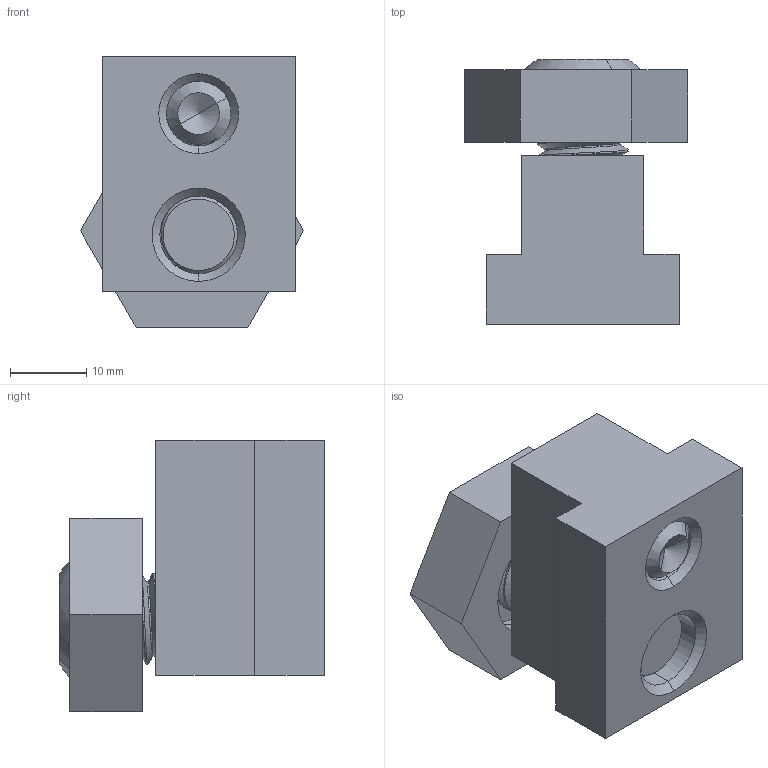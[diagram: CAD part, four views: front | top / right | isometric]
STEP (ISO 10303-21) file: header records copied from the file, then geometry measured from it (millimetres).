
FILE_DESCRIPTION (( 'STEP AP214' ), '1' );
FILE_NAME ('50430.STEP', '2020-10-08T13:47:33', ( 'Mike W' ), ( '' ), 'SwSTEP 2.0', 'SolidWorks 2018', '' );
FILE_SCHEMA (( 'AUTOMOTIVE_DESIGN' ));
Length unit declared in the file: inch
Products named in the file (7): 50212; 50371_50371; 10590_10590; (TSN) T-Nut Assemblies (English& Metric Configured)_50716; M1020MM SHSS_M1020MM SSS; TSN-Nut Bodies (Std Configured)_507161; 50430
Assembly tree (6 placements, depth 3):
  50430
    (TSN) T-Nut Assemblies (English& Metric Configured)_50716
      TSN-Nut Bodies (Std Configured)_507161
      M1020MM SHSS_M1020MM SSS
    50212
      10590_10590
      50371_50371
Bounding box: 29.33 x 34.84 x 35.64 mm (x, y, z)
Volume: 18300.4 mm3; surface area: 10223.5 mm2
Topology: 4 solids, 4 shells, 177 faces, 455 edges, 286 vertices
Faces by surface type: cylinder 92, plane 42, cone 36, bspline 5, sphere 2
Entity records: 10076 total; most frequent: CARTESIAN_POINT 6028, ORIENTED_EDGE 902, DIRECTION 683, EDGE_CURVE 451, VERTEX_POINT 286, AXIS2_PLACEMENT_3D 249, EDGE_LOOP 187, VECTOR 185
